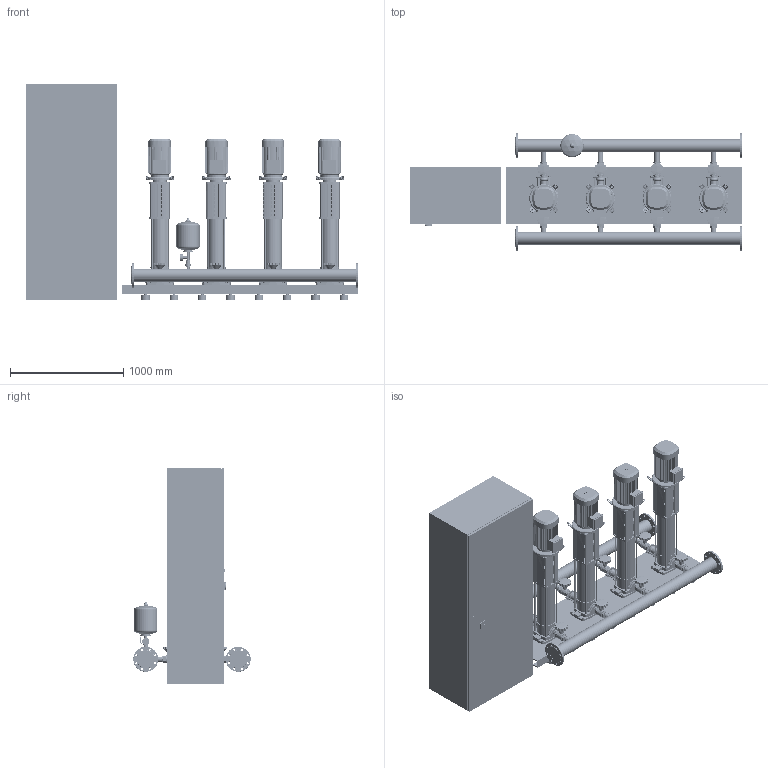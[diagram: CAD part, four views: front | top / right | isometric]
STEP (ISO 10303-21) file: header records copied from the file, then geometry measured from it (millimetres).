
FILE_DESCRIPTION((''),'2;1');
FILE_NAME('3d_COR-4HELIXV1609_K_CC-01-2532281.stp','2016-01-22T13:29:46',(''),(''),'Mechanical Desktop 2009','Mechanical Desktop 2009',', , ');
FILE_SCHEMA(('CONFIG_CONTROL_DESIGN'));
Length unit declared in the file: millimetre
Products named in the file (1): Product
Bounding box: 2930 x 1036 x 1900 mm (x, y, z)
Volume: 955192057.5 mm3; surface area: 20646836.5 mm2
Topology: 203 solids, 203 shells, 7690 faces, 20369 edges, 13357 vertices
Faces by surface type: plane 3388, bspline 2024, cylinder 1804, cone 328, torus 120, sphere 26
Entity records: 254454 total; most frequent: CARTESIAN_POINT 63487, ORIENTED_EDGE 40690, DIRECTION 36921, EDGE_CURVE 20345, VERTEX_POINT 13352, VECTOR 13351, LINE 13351, AXIS2_PLACEMENT_3D 11785
